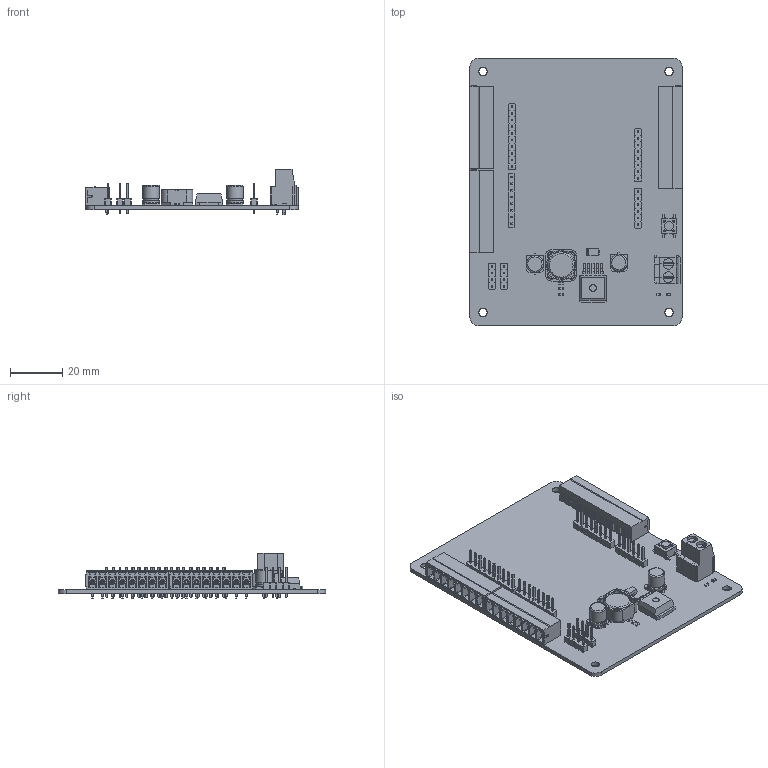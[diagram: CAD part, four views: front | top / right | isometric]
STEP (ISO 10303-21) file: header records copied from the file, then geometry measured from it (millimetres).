
FILE_DESCRIPTION(('KiCad electronic assembly'),'2;1');
FILE_NAME('PMX-US0001.step','2024-10-07T16:13:20',('Pcbnew'),('Kicad'), 'Open CASCADE STEP processor 7.8','KiCad to STEP converter','Unknown' );
FILE_SCHEMA(('AUTOMOTIVE_DESIGN { 1 0 10303 214 1 1 1 1 }'));
Length unit declared in the file: millimetre
Products named in the file (34): PMX-US0001 1; Download_STP_691216710002 (rev1); Assem1; R_0603_1608Metric; 691322310008 (rev1); C_Elec_6.3x7.7; C_Elec_63x77; SW_SPST_PTS647Sx38; SW_SPST_PTS645; D_SMA; TO-263-5_TabPin3; CQ assembly; PinHeader_1x04_P2.54mm_Vertical; PinHeader_1x04_P254mm_Vertical; C_0603_1608Metric; PinHeader_1x10_P2.54mm_Vertical; PinHeader_1x10_P254mm_Vertical; PinHeader_1x06_P2.54mm_Vertical; PinHeader_1x06_P254mm_Vertical; PinHeader_1x08_P2.54mm_Vertical; PinHeader_1x08_P254mm_Vertical; L_Coilcraft_MSS1260T-XXX; 691322310010 (rev1); D_0603_1608Metric; D_0603; PMX-US0001_PCB
Assembly tree (39 placements, depth 3):
  PMX-US0001 1
    Download_STP_691216710002 (rev1)
      Assem1
    R_0603_1608Metric  x3
      R_0603_1608Metric
    691322310008 (rev1)  x2
      Assem1
    C_Elec_6.3x7.7  x2
      C_Elec_63x77
    SW_SPST_PTS647Sx38
      SW_SPST_PTS647Sx38
    SW_SPST_PTS645
      SW_SPST_PTS645
    D_SMA
      D_SMA
    TO-263-5_TabPin3
      CQ assembly
    PinHeader_1x04_P2.54mm_Vertical  x2
      PinHeader_1x04_P254mm_Vertical
    C_0603_1608Metric
      C_0603_1608Metric
    PinHeader_1x10_P2.54mm_Vertical
      PinHeader_1x10_P254mm_Vertical
    PinHeader_1x06_P2.54mm_Vertical
      PinHeader_1x06_P254mm_Vertical
    PinHeader_1x08_P2.54mm_Vertical  x2
      PinHeader_1x08_P254mm_Vertical
    L_Coilcraft_MSS1260T-XXX
      L_Coilcraft_MSS1260T-XXX
    691322310010 (rev1)
      Assem1
    D_0603_1608Metric
      D_0603
    PMX-US0001_PCB
Bounding box: 81.2 x 102 x 17.3 mm (x, y, z)
Volume: 20088.7 mm3; surface area: 32854.4 mm2
Topology: 69 solids, 69 shells, 3513 faces, 9110 edges, 5852 vertices
Faces by surface type: plane 3077, cylinder 379, torus 31, bspline 14, revolution 10, cone 2
Full cylindrical faces by diameter (mm): 0.02 x2, 0.6 x8, 1 x40, 1.4 x28, 1.9 x26, 2.3 x1, 2.4 x1, 2.5 x1, 3.2 x4, 3.5 x1, 6.3 x4
Entity records: 87764 total; most frequent: CARTESIAN_POINT 14350, ORIENTED_EDGE 13628, DIRECTION 12728, EDGE_CURVE 6814, LINE 6043, VECTOR 6043, VERTEX_POINT 4386, AXIS2_PLACEMENT_3D 3338
